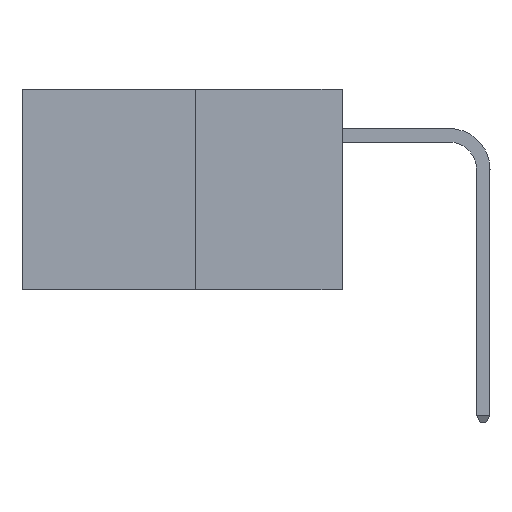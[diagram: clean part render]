
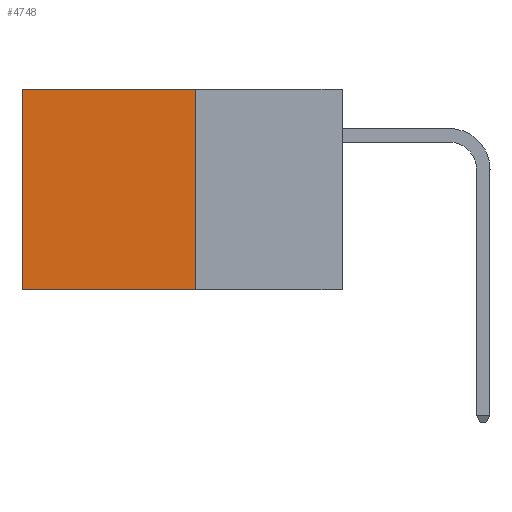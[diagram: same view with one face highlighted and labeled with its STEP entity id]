
A CAD part, left-side view. The second image highlights one B-rep face of the part: STEP entity #4748.
In plain terms, the highlighted planar face has unit normal (-1, 0, 0).
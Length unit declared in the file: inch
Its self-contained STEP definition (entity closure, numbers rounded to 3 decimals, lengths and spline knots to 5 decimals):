
#541 = EDGE_CURVE ( 'NONE', #4317, #14214, #13658, .T. ) ;
#569 = CARTESIAN_POINT ( 'NONE',  ( 0.277, 0.27, -0.37 ) ) ;
#950 = DIRECTION ( 'NONE',  ( 0., 1., 0. ) ) ;
#986 = ORIENTED_EDGE ( 'NONE', *, *, #4343, .T. ) ;
#1546 = ORIENTED_EDGE ( 'NONE', *, *, #6837, .F. ) ;
#1932 = FACE_OUTER_BOUND ( 'NONE', #10548, .T. ) ;
#3643 = LINE ( 'NONE', #8138, #14258 ) ;
#4051 = CARTESIAN_POINT ( 'NONE',  ( 0.277, 0.59, 0. ) ) ;
#4317 = VERTEX_POINT ( 'NONE', #8131 ) ;
#4343 = EDGE_CURVE ( 'NONE', #14214, #5741, #13712, .T. ) ;
#4382 = PLANE ( 'NONE',  #7376 ) ;
#4664 = VECTOR ( 'NONE', #950, 39.37008 ) ;
#4748 = ADVANCED_FACE ( 'NONE', ( #1932 ), #4382, .F. ) ;
#5512 = DIRECTION ( 'NONE',  ( 1., 0., 0. ) ) ;
#5741 = VERTEX_POINT ( 'NONE', #5980 ) ;
#5860 = EDGE_CURVE ( 'NONE', #4317, #14179, #3643, .T. ) ;
#5980 = CARTESIAN_POINT ( 'NONE',  ( 0.277, 0.59, -0.37 ) ) ;
#6289 = DIRECTION ( 'NONE',  ( 0., 1., 0. ) ) ;
#6837 = EDGE_CURVE ( 'NONE', #14179, #5741, #7647, .T. ) ;
#7376 = AXIS2_PLACEMENT_3D ( 'NONE', #12055, #5512, #13176 ) ;
#7647 = LINE ( 'NONE', #9820, #4664 ) ;
#8131 = CARTESIAN_POINT ( 'NONE',  ( 0.277, 0.27, 0. ) ) ;
#8138 = CARTESIAN_POINT ( 'NONE',  ( 0.277, 0.27, -0.37 ) ) ;
#9073 = ORIENTED_EDGE ( 'NONE', *, *, #541, .T. ) ;
#9151 = CARTESIAN_POINT ( 'NONE',  ( 0.277, 0.27, 0. ) ) ;
#9253 = DIRECTION ( 'NONE',  ( 0., 0., -1. ) ) ;
#9820 = CARTESIAN_POINT ( 'NONE',  ( 0.277, 0.27, -0.37 ) ) ;
#10161 = VECTOR ( 'NONE', #10392, 39.37008 ) ;
#10351 = CARTESIAN_POINT ( 'NONE',  ( 0.277, 0.59, -0.37 ) ) ;
#10392 = DIRECTION ( 'NONE',  ( 0., 0., -1. ) ) ;
#10548 = EDGE_LOOP ( 'NONE', ( #986, #1546, #12504, #9073 ) ) ;
#12055 = CARTESIAN_POINT ( 'NONE',  ( 0.277, 0.27, -0.37 ) ) ;
#12504 = ORIENTED_EDGE ( 'NONE', *, *, #5860, .F. ) ;
#13176 = DIRECTION ( 'NONE',  ( 0., 0., -1. ) ) ;
#13325 = VECTOR ( 'NONE', #6289, 39.37008 ) ;
#13658 = LINE ( 'NONE', #9151, #13325 ) ;
#13712 = LINE ( 'NONE', #10351, #10161 ) ;
#14179 = VERTEX_POINT ( 'NONE', #569 ) ;
#14214 = VERTEX_POINT ( 'NONE', #4051 ) ;
#14258 = VECTOR ( 'NONE', #9253, 39.37008 ) ;
